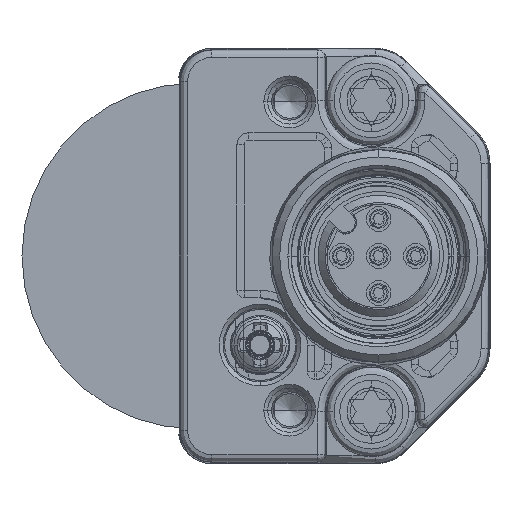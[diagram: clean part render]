
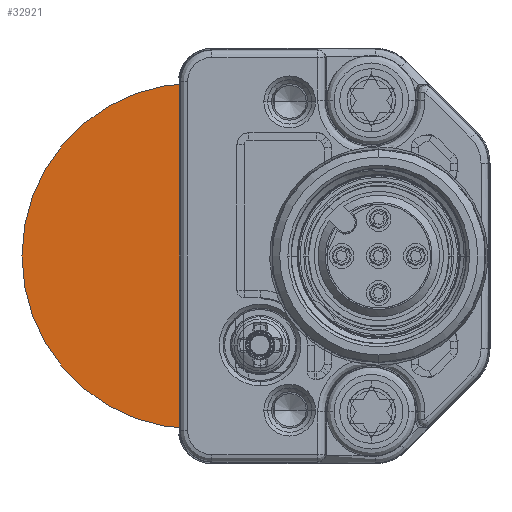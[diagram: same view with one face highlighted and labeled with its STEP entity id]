
A CAD part, left-side view. The second image highlights one B-rep face of the part: STEP entity #32921.
In plain terms, the highlighted face is planar.
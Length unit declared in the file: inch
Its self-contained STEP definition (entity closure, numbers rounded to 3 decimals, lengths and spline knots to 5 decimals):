
#32805=DIRECTION('',(1.,0.,0.));
#32806=VECTOR('',#32805,23.3);
#32807=CARTESIAN_POINT('',(-11.65,0.,1143.5));
#32808=LINE('',#32807,#32806);
#32809=DIRECTION('',(0.,-1.,0.));
#32810=VECTOR('',#32809,1.5);
#32811=CARTESIAN_POINT('',(-11.65,1.5,1143.5));
#32812=LINE('',#32811,#32810);
#32813=CARTESIAN_POINT('',(0.,1.5,1143.5));
#32814=DIRECTION('',(0.,0.,1.));
#32815=DIRECTION('',(1.,0.,0.));
#32816=AXIS2_PLACEMENT_3D('',#32813,#32814,#32815);
#32818=DIRECTION('',(0.,1.,0.));
#32819=VECTOR('',#32818,1.5);
#32820=CARTESIAN_POINT('',(11.65,0.,1143.5));
#32821=LINE('',#32820,#32819);
#32830=CARTESIAN_POINT('',(-11.65,0.,1143.5));
#32831=CARTESIAN_POINT('',(11.65,0.,1143.5));
#32832=VERTEX_POINT('',#32830);
#32833=VERTEX_POINT('',#32831);
#32834=CARTESIAN_POINT('',(11.65,1.5,1143.5));
#32835=VERTEX_POINT('',#32834);
#32836=CARTESIAN_POINT('',(-11.65,1.5,1143.5));
#32837=VERTEX_POINT('',#32836);
#32910=CARTESIAN_POINT('',(0.,0.,1143.5));
#32911=DIRECTION('',(0.,0.,1.));
#32912=DIRECTION('',(1.,0.,0.));
#32913=AXIS2_PLACEMENT_3D('',#32910,#32911,#32912);
#32914=PLANE('',#32913);
#32915=ORIENTED_EDGE('',*,*,#32862,.F.);
#32916=ORIENTED_EDGE('',*,*,#32877,.F.);
#32917=ORIENTED_EDGE('',*,*,#32891,.F.);
#32918=ORIENTED_EDGE('',*,*,#32904,.F.);
#32919=EDGE_LOOP('',(#32915,#32916,#32917,#32918));
#32920=FACE_OUTER_BOUND('',#32919,.F.);
#32921=ADVANCED_FACE('',(#32920),#32914,.T.);
#32817=CIRCLE('',#32816,11.65);
#32862=EDGE_CURVE('',#32832,#32833,#32808,.T.);
#32877=EDGE_CURVE('',#32837,#32832,#32812,.T.);
#32891=EDGE_CURVE('',#32835,#32837,#32817,.T.);
#32904=EDGE_CURVE('',#32833,#32835,#32821,.T.);
